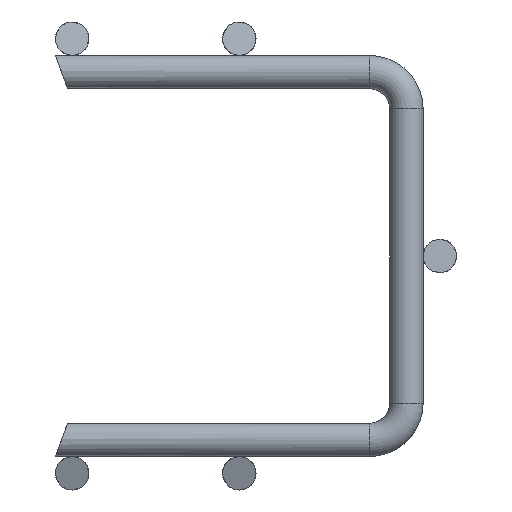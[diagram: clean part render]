
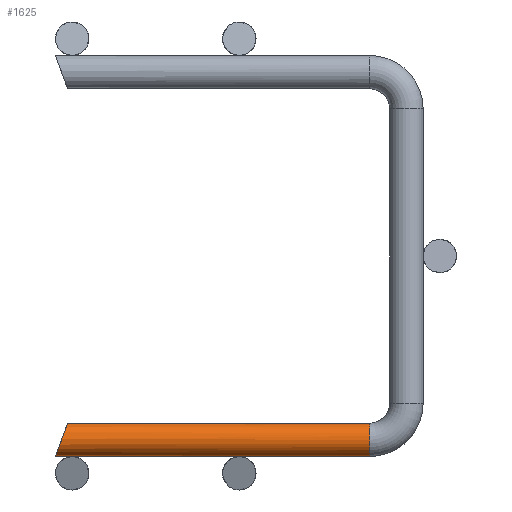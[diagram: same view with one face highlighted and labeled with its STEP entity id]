
A CAD part, left-side view. The second image highlights one B-rep face of the part: STEP entity #1625.
In plain terms, the highlighted cylindrical face has radius 2.5 mm (diameter 5 mm), a partial arc.
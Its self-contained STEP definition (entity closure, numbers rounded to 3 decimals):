
#162 =( BOUNDED_CURVE ( )  B_SPLINE_CURVE ( 3, ( #4549, #3714, #2503, #2396 ),
 .UNSPECIFIED., .F., .F. ) 
 B_SPLINE_CURVE_WITH_KNOTS ( ( 4, 4 ),
 ( 3.142, 6.283 ),
 .UNSPECIFIED. ) 
 CURVE ( )  GEOMETRIC_REPRESENTATION_ITEM ( )  RATIONAL_B_SPLINE_CURVE ( ( 1., 0.333, 0.333, 1. ) ) 
 REPRESENTATION_ITEM ( '' )  );
#441 = VECTOR ( 'NONE', #4785, 1000. ) ;
#490 = ORIENTED_EDGE ( 'NONE', *, *, #907, .T. ) ;
#827 = EDGE_CURVE ( 'NONE', #2093, #1872, #2736, .T. ) ;
#907 = EDGE_CURVE ( 'NONE', #2981, #3661, #4022, .T. ) ;
#950 = DIRECTION ( 'NONE',  ( 0., 1., 0. ) ) ;
#1020 = DIRECTION ( 'NONE',  ( 0., 0., -1. ) ) ;
#1163 = CARTESIAN_POINT ( 'NONE',  ( 0., 50., -30. ) ) ;
#1266 = ORIENTED_EDGE ( 'NONE', *, *, #2986, .T. ) ;
#1378 = CARTESIAN_POINT ( 'NONE',  ( 0., 3., -27.5 ) ) ;
#1541 = CARTESIAN_POINT ( 'NONE',  ( 0., 3., -27.5 ) ) ;
#1548 = CIRCLE ( 'NONE', #3483, 2.5 ) ;
#1608 = AXIS2_PLACEMENT_3D ( 'NONE', #1378, #950, #2629 ) ;
#1625 = ADVANCED_FACE ( 'NONE', ( #4783 ), #3476, .T. ) ;
#1864 = CARTESIAN_POINT ( 'NONE',  ( 0., 3., -30. ) ) ;
#1872 = VERTEX_POINT ( 'NONE', #1163 ) ;
#1991 = ORIENTED_EDGE ( 'NONE', *, *, #4263, .F. ) ;
#2093 = VERTEX_POINT ( 'NONE', #3306 ) ;
#2396 = CARTESIAN_POINT ( 'NONE',  ( 0., 50., -30. ) ) ;
#2503 = CARTESIAN_POINT ( 'NONE',  ( -5., 50., -30. ) ) ;
#2629 = DIRECTION ( 'NONE',  ( 0., 0., 1. ) ) ;
#2736 = LINE ( 'NONE', #1864, #441 ) ;
#2856 = CARTESIAN_POINT ( 'NONE',  ( 0., 3., -25. ) ) ;
#2981 = VERTEX_POINT ( 'NONE', #5369 ) ;
#2986 = EDGE_CURVE ( 'NONE', #3661, #1872, #162, .T. ) ;
#3225 = DIRECTION ( 'NONE',  ( 0., -1., 0. ) ) ;
#3306 = CARTESIAN_POINT ( 'NONE',  ( 0., 3., -30. ) ) ;
#3460 = EDGE_LOOP ( 'NONE', ( #5075, #1991, #490, #1266 ) ) ;
#3476 = CYLINDRICAL_SURFACE ( 'NONE', #1608, 2.5 ) ;
#3483 = AXIS2_PLACEMENT_3D ( 'NONE', #1541, #3225, #1020 ) ;
#3661 = VERTEX_POINT ( 'NONE', #3955 ) ;
#3714 = CARTESIAN_POINT ( 'NONE',  ( -5., 48.18, -25. ) ) ;
#3955 = CARTESIAN_POINT ( 'NONE',  ( 0., 48.18, -25. ) ) ;
#4022 = LINE ( 'NONE', #2856, #4845 ) ;
#4263 = EDGE_CURVE ( 'NONE', #2981, #2093, #1548, .T. ) ;
#4549 = CARTESIAN_POINT ( 'NONE',  ( 0., 48.18, -25. ) ) ;
#4783 = FACE_OUTER_BOUND ( 'NONE', #3460, .T. ) ;
#4785 = DIRECTION ( 'NONE',  ( 0., 1., 0. ) ) ;
#4845 = VECTOR ( 'NONE', #4930, 1000. ) ;
#4930 = DIRECTION ( 'NONE',  ( 0., 1., 0. ) ) ;
#5075 = ORIENTED_EDGE ( 'NONE', *, *, #827, .F. ) ;
#5369 = CARTESIAN_POINT ( 'NONE',  ( 0., 3., -25. ) ) ;
